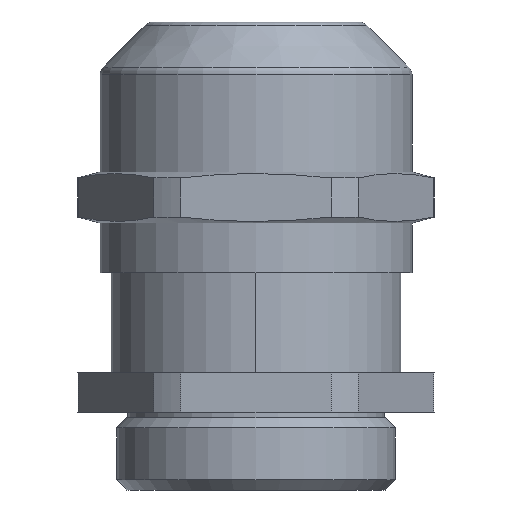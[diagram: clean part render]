
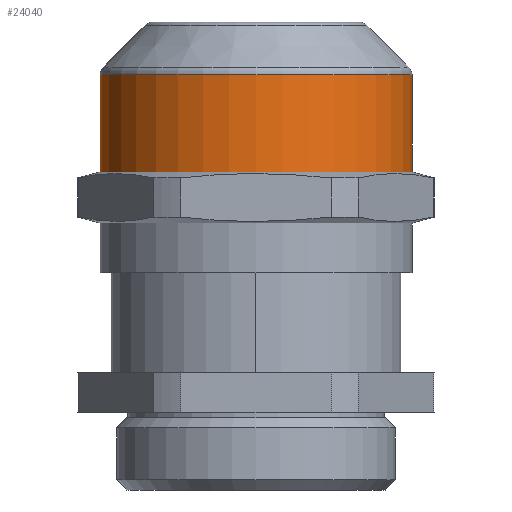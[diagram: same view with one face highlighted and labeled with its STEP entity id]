
A CAD part, front view. The second image highlights one B-rep face of the part: STEP entity #24040.
In plain terms, the highlighted cylindrical face has radius 14 mm (diameter 28 mm), a partial arc.
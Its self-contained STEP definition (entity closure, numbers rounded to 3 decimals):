
#14230=CARTESIAN_POINT('',(-14.,28.536,0.));
#14240=VERTEX_POINT('',#14230);
#15040=CARTESIAN_POINT('',(14.,28.536,0.));
#15050=VERTEX_POINT('',#15040);
#15080=CARTESIAN_POINT('',(0.,28.536,0.));
#15090=DIRECTION('',(0.,-1.,0.));
#15100=DIRECTION('',(1.,0.,0.));
#15110=AXIS2_PLACEMENT_3D('',#15080,#15090,#15100);
#15120=CIRCLE('',#15110,14.);
#18430=CARTESIAN_POINT('',(-14.,37.25,0.));
#18440=VERTEX_POINT('',#18430);
#18470=CARTESIAN_POINT('',(0.,37.25,0.));
#18480=DIRECTION('',(0.,-1.,0.));
#18490=DIRECTION('',(1.,0.,0.));
#18500=AXIS2_PLACEMENT_3D('',#18470,#18480,#18490);
#18510=CIRCLE('',#18500,14.);
#18520=CARTESIAN_POINT('',(14.,37.25,0.));
#18530=VERTEX_POINT('',#18520);
#18790=CARTESIAN_POINT('',(-14.,0.,
0.));
#18800=DIRECTION('',(0.,1.,0.));
#18810=VECTOR('',#18800,1.);
#18820=LINE('',#18790,#18810);
#18830=EDGE_CURVE('',#14240,#18440,#18820,.T.);
#18860=CARTESIAN_POINT('',(14.,0.,0.));
#18870=DIRECTION('',(0.,1.,0.));
#18880=VECTOR('',#18870,1.);
#18890=LINE('',#18860,#18880);
#18900=EDGE_CURVE('',#15050,#18530,#18890,.T.);
#23910=CARTESIAN_POINT('',(0.,0.,0.));
#23920=DIRECTION('',(0.,1.,0.));
#23930=DIRECTION('',(1.,0.,0.));
#23940=AXIS2_PLACEMENT_3D('',#23910,#23920,#23930);
#23950=CYLINDRICAL_SURFACE('',#23940,14.);
#23960=EDGE_CURVE('',#15050,#14240,#15120,.T.);
#23970=ORIENTED_EDGE('',*,*,#23960,.F.);
#23980=ORIENTED_EDGE('',*,*,#18830,.F.);
#23990=EDGE_CURVE('',#18530,#18440,#18510,.T.);
#24000=ORIENTED_EDGE('',*,*,#23990,.T.);
#24010=ORIENTED_EDGE('',*,*,#18900,.T.);
#24020=EDGE_LOOP('',(#24010,#24000,#23980,#23970));
#24030=FACE_OUTER_BOUND('',#24020,.T.);
#24040=ADVANCED_FACE('',(#24030),#23950,.T.);
